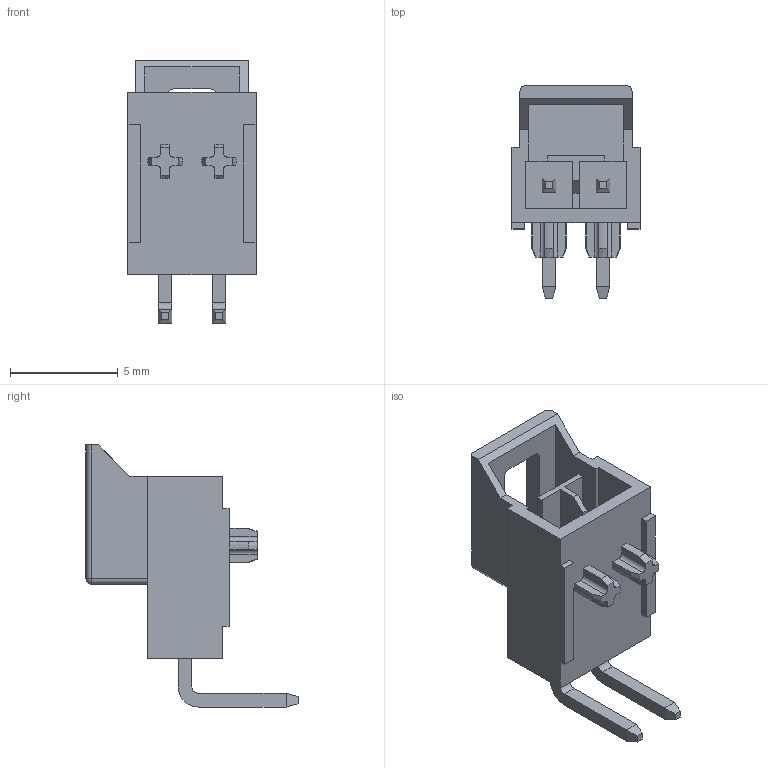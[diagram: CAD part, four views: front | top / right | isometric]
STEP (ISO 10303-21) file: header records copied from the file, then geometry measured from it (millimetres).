
FILE_DESCRIPTION (( 'STEP AP214' ), '1' );
FILE_NAME ('1053131102.STEP', '2023-09-26T11:17:41', ( '' ), ( '' ), 'SwSTEP 2.0', 'SolidWorks 2021', '' );
FILE_SCHEMA (( 'AUTOMOTIVE_DESIGN' ));
Length unit declared in the file: millimetre
Products named in the file (1): 1053131102
Bounding box: 5.94 x 9.84 x 12.16 mm (x, y, z)
Volume: 151.2 mm3; surface area: 496.3 mm2
Topology: 1 solids, 1 shells, 144 faces, 392 edges, 252 vertices
Faces by surface type: plane 102, cylinder 30, cone 10, sphere 2
Entity records: 4544 total; most frequent: CARTESIAN_POINT 851, ORIENTED_EDGE 780, DIRECTION 736, EDGE_CURVE 390, LINE 302, VECTOR 302, VERTEX_POINT 252, AXIS2_PLACEMENT_3D 217
